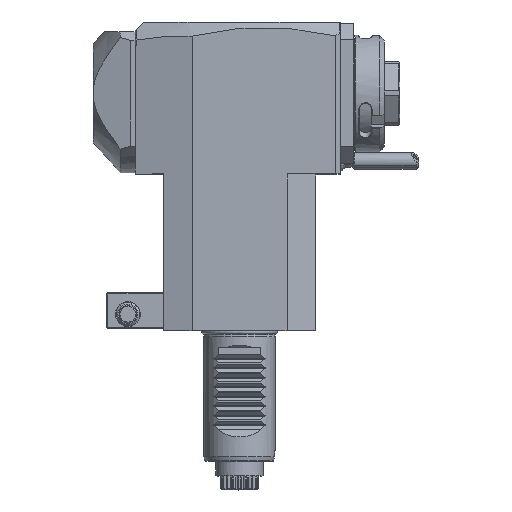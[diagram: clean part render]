
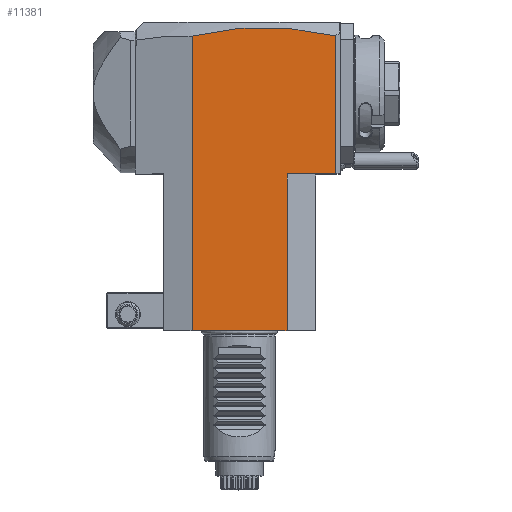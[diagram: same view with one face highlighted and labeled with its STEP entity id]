
A CAD part, top view. The second image highlights one B-rep face of the part: STEP entity #11381.
In plain terms, the highlighted planar face has unit normal (0, 0, 1).
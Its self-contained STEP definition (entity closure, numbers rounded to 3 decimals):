
#17=DIRECTION('',(-1.,0.,0.));
#18=VECTOR('',#17,40.);
#19=CARTESIAN_POINT('',(20.,0.,32.));
#20=LINE('',#19,#18);
#321=DIRECTION('',(-1.,0.,0.));
#322=VECTOR('',#321,20.5);
#323=CARTESIAN_POINT('',(40.5,66.,32.));
#324=LINE('',#323,#322);
#325=CARTESIAN_POINT('',(40.5,124.133,32.));
#326=CARTESIAN_POINT('',(35.458,125.345,32.));
#327=CARTESIAN_POINT('',(25.373,127.145,32.));
#328=CARTESIAN_POINT('',(10.247,128.032,32.));
#329=CARTESIAN_POINT('',(-4.877,127.124,32.));
#330=CARTESIAN_POINT('',(-14.959,125.311,32.));
#331=CARTESIAN_POINT('',(-20.,124.092,32.));
#337=DIRECTION('',(0.,1.,0.));
#338=VECTOR('',#337,58.133);
#339=CARTESIAN_POINT('',(40.5,66.,32.));
#340=LINE('',#339,#338);
#564=DIRECTION('',(0.,-1.,0.));
#565=VECTOR('',#564,124.092);
#566=CARTESIAN_POINT('',(-20.,124.092,32.));
#567=LINE('',#566,#565);
#5346=DIRECTION('',(0.,1.,0.));
#5347=VECTOR('',#5346,66.);
#5348=CARTESIAN_POINT('',(20.,0.,32.));
#5349=LINE('',#5348,#5347);
#10550=VERTEX_POINT('',#325);
#10551=VERTEX_POINT('',#331);
#10926=CARTESIAN_POINT('',(40.5,66.,32.));
#10927=VERTEX_POINT('',#10926);
#10940=CARTESIAN_POINT('',(20.,0.,32.));
#10941=VERTEX_POINT('',#10940);
#10942=CARTESIAN_POINT('',(-20.,0.,32.));
#10943=VERTEX_POINT('',#10942);
#11276=CARTESIAN_POINT('',(20.,66.,32.));
#11277=VERTEX_POINT('',#11276);
#11364=CARTESIAN_POINT('',(-35.103,66.,32.));
#11365=DIRECTION('',(0.,0.,1.));
#11366=DIRECTION('',(1.,0.,0.));
#11367=AXIS2_PLACEMENT_3D('',#11364,#11365,#11366);
#11368=PLANE('',#11367);
#11370=ORIENTED_EDGE('',*,*,#11369,.F.);
#11371=ORIENTED_EDGE('',*,*,#11346,.T.);
#11373=ORIENTED_EDGE('',*,*,#11372,.F.);
#11374=ORIENTED_EDGE('',*,*,#11293,.T.);
#11376=ORIENTED_EDGE('',*,*,#11375,.F.);
#11378=ORIENTED_EDGE('',*,*,#11377,.F.);
#11379=EDGE_LOOP('',(#11370,#11371,#11373,#11374,#11376,#11378));
#11380=FACE_OUTER_BOUND('',#11379,.F.);
#332=B_SPLINE_CURVE_WITH_KNOTS('',3,(#325,#326,#327,#328,#329,#330,#331),
.UNSPECIFIED.,.F.,.F.,(4,1,1,1,4),(0.,0.25,0.5,0.75,1.),
.UNSPECIFIED.);
#11293=EDGE_CURVE('',#10941,#10943,#20,.T.);
#11346=EDGE_CURVE('',#10927,#11277,#324,.T.);
#11369=EDGE_CURVE('',#10927,#10550,#340,.T.);
#11372=EDGE_CURVE('',#10941,#11277,#5349,.T.);
#11375=EDGE_CURVE('',#10551,#10943,#567,.T.);
#11377=EDGE_CURVE('',#10550,#10551,#332,.T.);
#11381=ADVANCED_FACE('',(#11380),#11368,.T.);
